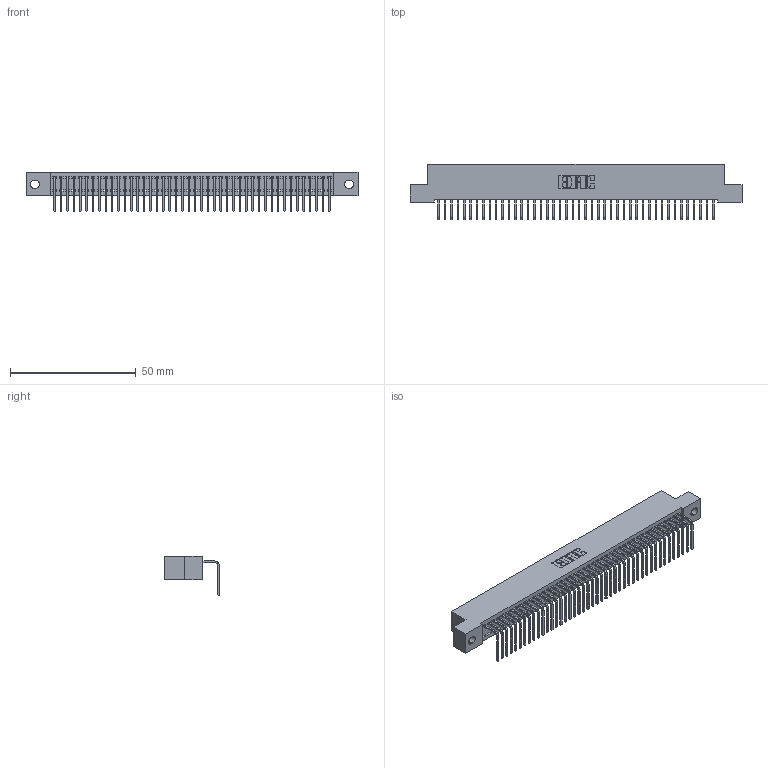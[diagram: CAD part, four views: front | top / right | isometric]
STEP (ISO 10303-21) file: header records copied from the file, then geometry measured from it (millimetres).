
FILE_DESCRIPTION (( 'STEP AP203' ), '1' );
FILE_NAME ('342-044-558-102.STEP', '2018-08-12T14:57:27', ( '' ), ( '' ), 'SwSTEP 2.0', 'SolidWorks 2016', '' );
FILE_SCHEMA (( 'CONFIG_CONTROL_DESIGN' ));
Length unit declared in the file: inch
Products named in the file (3): 345-292-001_558 Tail - 2; 342-044-558-102; 342 Part_.128 Slot
Assembly tree (45 placements, depth 2):
  342-044-558-102
    342 Part_.128 Slot
    345-292-001_558 Tail - 2  x44
Bounding box: 132.08 x 21.91 x 15.62 mm (x, y, z)
Volume: 11682.6 mm3; surface area: 17784.9 mm2
Topology: 45 solids, 45 shells, 2754 faces, 8319 edges, 5486 vertices
Faces by surface type: plane 2006, cylinder 748
Entity records: 26727 total; most frequent: CARTESIAN_POINT 4618, ORIENTED_EDGE 4598, DIRECTION 3891, EDGE_CURVE 2299, LINE 2171, VECTOR 2171, VERTEX_POINT 1530, AXIS2_PLACEMENT_3D 860
